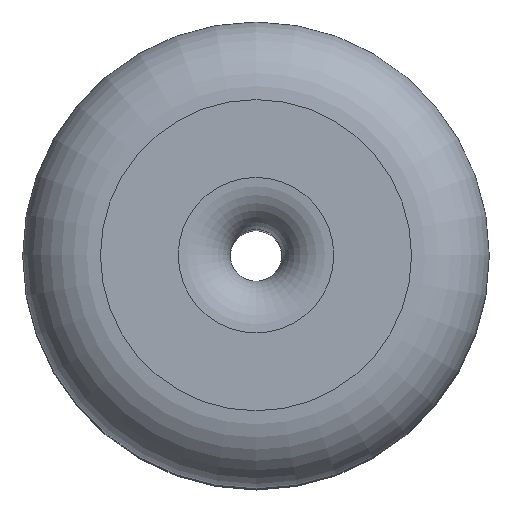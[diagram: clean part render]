
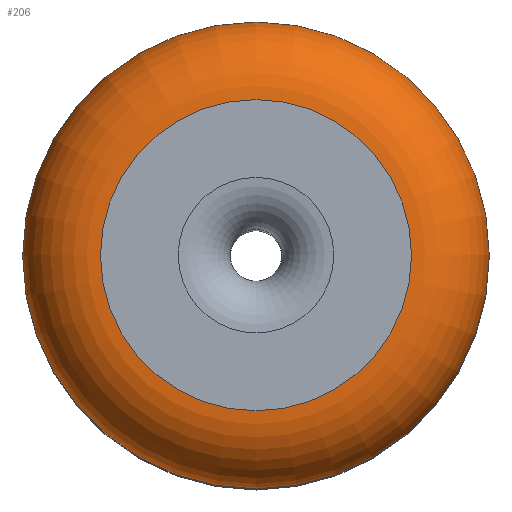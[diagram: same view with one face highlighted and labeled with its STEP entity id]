
A CAD part, top view. The second image highlights one B-rep face of the part: STEP entity #206.
In plain terms, the highlighted toroidal (fillet/blend) face has major radius 6 mm and minor radius 3 mm.
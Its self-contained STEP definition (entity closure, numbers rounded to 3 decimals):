
#47=FACE_OUTER_BOUND('',#65,.T.);
#65=EDGE_LOOP('',(#180,#181,#182,#183));
#83=CIRCLE('',#246,9.);
#87=CIRCLE('',#253,6.);
#89=CIRCLE('',#257,3.);
#103=VERTEX_POINT('',#379);
#106=VERTEX_POINT('',#390);
#125=EDGE_CURVE('',#103,#103,#83,.T.);
#130=EDGE_CURVE('',#106,#106,#87,.T.);
#132=EDGE_CURVE('',#106,#103,#89,.T.);
#180=ORIENTED_EDGE('',*,*,#130,.T.);
#181=ORIENTED_EDGE('',*,*,#132,.T.);
#182=ORIENTED_EDGE('',*,*,#125,.T.);
#183=ORIENTED_EDGE('',*,*,#132,.F.);
#193=TOROIDAL_SURFACE('',#256,6.,3.);
#206=ADVANCED_FACE('',(#47),#193,.T.);
#246=AXIS2_PLACEMENT_3D('',#380,#311,#312);
#253=AXIS2_PLACEMENT_3D('',#391,#326,#327);
#256=AXIS2_PLACEMENT_3D('',#394,#332,#333);
#257=AXIS2_PLACEMENT_3D('',#395,#334,#335);
#311=DIRECTION('center_axis',(0.,0.,1.));
#312=DIRECTION('ref_axis',(1.,0.,0.));
#326=DIRECTION('center_axis',(0.,0.,-1.));
#327=DIRECTION('ref_axis',(1.,0.,0.));
#332=DIRECTION('center_axis',(0.,0.,1.));
#333=DIRECTION('ref_axis',(1.,0.,0.));
#334=DIRECTION('center_axis',(0.,-1.,0.));
#335=DIRECTION('ref_axis',(-1.,0.,0.));
#379=CARTESIAN_POINT('',(-9.,0.,14.5));
#380=CARTESIAN_POINT('Origin',(0.,0.,14.5));
#390=CARTESIAN_POINT('',(-6.,0.,17.5));
#391=CARTESIAN_POINT('Origin',(0.,0.,17.5));
#394=CARTESIAN_POINT('Origin',(0.,0.,14.5));
#395=CARTESIAN_POINT('Origin',(-6.,0.,14.5));
